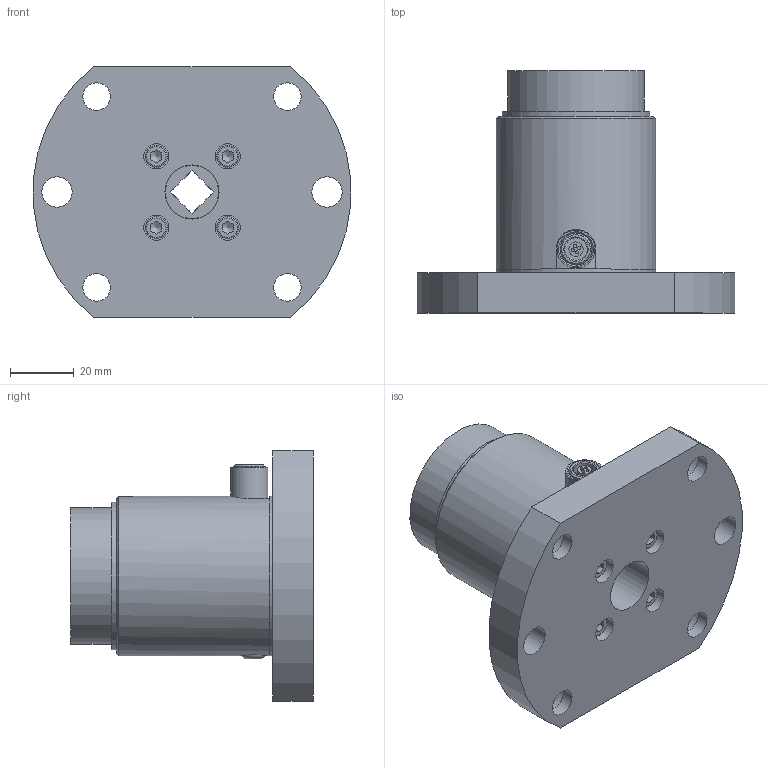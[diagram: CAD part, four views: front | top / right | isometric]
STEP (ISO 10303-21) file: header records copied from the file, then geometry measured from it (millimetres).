
FILE_DESCRIPTION(/* description */ (''),/* implementation_level */ '2;1');
FILE_NAME(/* name */ 'TDF400 inlb.stp',/* time_stamp */ '2018-05-17T13:24:09-07:00',/* author */ ('javier'),/* organization */ (''),/* preprocessor_version */ 'ST-DEVELOPER v16.13',/* originating_system */ 'Autodesk Inventor 2018',/* authorisation */ '');
FILE_SCHEMA (('AUTOMOTIVE_DESIGN { 1 0 10303 214 3 1 1 }'));
Length unit declared in the file: inch
Products named in the file (1): TDF400 inlb
Bounding box: 99.74 x 76.2 x 78.74 mm (x, y, z)
Volume: 179899.1 mm3; surface area: 53377.8 mm2
Topology: 1 solids, 26 shells, 363 faces, 827 edges, 547 vertices
Faces by surface type: plane 185, cylinder 121, cone 38, torus 19
Full cylindrical faces by diameter (mm): 0.8 x8, 1 x4, 1.1 x8, 1.45 x4, 3.302 x9, 4.166 x9, 4.5 x1, 4.572 x4, 4.597 x4, 6.35 x1, 6.858 x8, 7.874 x8, 7.9 x1, 7.925 x1, 8.357 x1, 8.636 x5, 9.544 x2, 9.75 x1, 10 x1, 13.462 x4, 16.777 x1, 16.993 x1, 19.012 x2, 19.05 x2, 43.18 x1, 46.33 x1, 46.99 x1, 47.003 x1, 50.165 x2
Entity records: 9395 total; most frequent: CARTESIAN_POINT 1848, DIRECTION 1549, ORIENTED_EDGE 1244, AXIS2_PLACEMENT_3D 651, EDGE_CURVE 622, EDGE_LOOP 588, VERTEX_POINT 484, FACE_OUTER_BOUND 363
